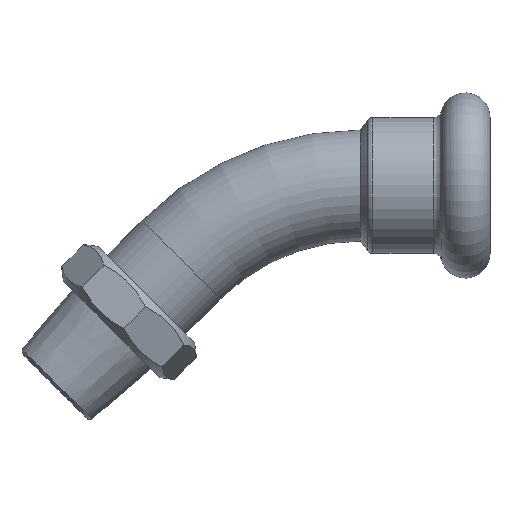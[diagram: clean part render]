
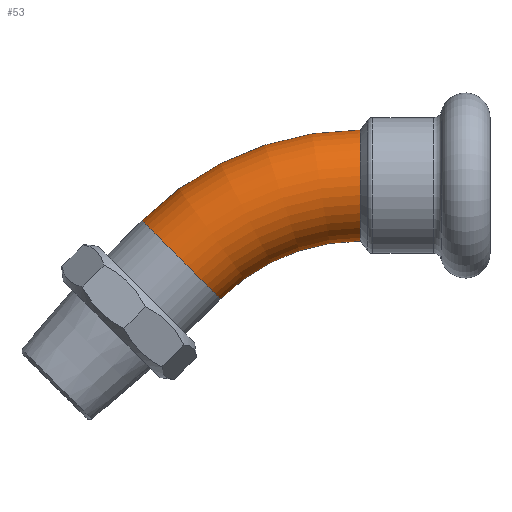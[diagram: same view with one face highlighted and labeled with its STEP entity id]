
A CAD part, top view. The second image highlights one B-rep face of the part: STEP entity #53.
In plain terms, the highlighted toroidal (fillet/blend) face has major radius 41.042 mm and minor radius 9 mm.
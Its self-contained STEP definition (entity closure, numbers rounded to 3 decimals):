
#28 = DIRECTION ( 'NONE',  ( 0., 0., -1. ) ) ;
#33 = CIRCLE ( 'NONE', #292, 9. ) ;
#53 = ADVANCED_FACE ( 'NONE', ( #416 ), #97, .T. ) ;
#83 = EDGE_CURVE ( 'NONE', #1453, #860, #1446, .T. ) ;
#97 = TOROIDAL_SURFACE ( 'NONE', #115, 41.042, 9. ) ;
#106 = DIRECTION ( 'NONE',  ( 0., 1., 0. ) ) ;
#115 = AXIS2_PLACEMENT_3D ( 'NONE', #311, #769, #577 ) ;
#157 = AXIS2_PLACEMENT_3D ( 'NONE', #764, #28, #172 ) ;
#172 = DIRECTION ( 'NONE',  ( -1., 0., 0. ) ) ;
#174 = EDGE_LOOP ( 'NONE', ( #1482, #218, #1275, #1147 ) ) ;
#218 = ORIENTED_EDGE ( 'NONE', *, *, #290, .T. ) ;
#290 = EDGE_CURVE ( 'NONE', #1453, #368, #33, .T. ) ;
#292 = AXIS2_PLACEMENT_3D ( 'NONE', #834, #490, #1458 ) ;
#311 = CARTESIAN_POINT ( 'NONE',  ( 17., -29.021, 0. ) ) ;
#368 = VERTEX_POINT ( 'NONE', #867 ) ;
#416 = FACE_OUTER_BOUND ( 'NONE', #174, .T. ) ;
#490 = DIRECTION ( 'NONE',  ( 0.707, 0.707, 0. ) ) ;
#508 = EDGE_CURVE ( 'NONE', #368, #525, #1318, .T. ) ;
#525 = VERTEX_POINT ( 'NONE', #529 ) ;
#529 = CARTESIAN_POINT ( 'NONE',  ( 17., 3.021, 0. ) ) ;
#577 = DIRECTION ( 'NONE',  ( -1., 0., 0. ) ) ;
#681 = EDGE_CURVE ( 'NONE', #860, #525, #1302, .T. ) ;
#764 = CARTESIAN_POINT ( 'NONE',  ( 17., -29.021, 0. ) ) ;
#769 = DIRECTION ( 'NONE',  ( 0., 0., -1. ) ) ;
#802 = AXIS2_PLACEMENT_3D ( 'NONE', #1163, #1294, #1511 ) ;
#822 = CARTESIAN_POINT ( 'NONE',  ( 17., 21.021, 0. ) ) ;
#834 = CARTESIAN_POINT ( 'NONE',  ( -12.021, 0., 0. ) ) ;
#860 = VERTEX_POINT ( 'NONE', #822 ) ;
#867 = CARTESIAN_POINT ( 'NONE',  ( -5.657, -6.364, 0. ) ) ;
#894 = CARTESIAN_POINT ( 'NONE',  ( 17., 12.021, 0. ) ) ;
#941 = CARTESIAN_POINT ( 'NONE',  ( -18.385, 6.364, 0. ) ) ;
#1147 = ORIENTED_EDGE ( 'NONE', *, *, #681, .F. ) ;
#1163 = CARTESIAN_POINT ( 'NONE',  ( 17., -29.021, 0. ) ) ;
#1275 = ORIENTED_EDGE ( 'NONE', *, *, #508, .T. ) ;
#1278 = AXIS2_PLACEMENT_3D ( 'NONE', #894, #1426, #106 ) ;
#1294 = DIRECTION ( 'NONE',  ( 0., 0., -1. ) ) ;
#1302 = CIRCLE ( 'NONE', #1278, 9. ) ;
#1318 = CIRCLE ( 'NONE', #157, 32.042 ) ;
#1426 = DIRECTION ( 'NONE',  ( 1., 0., 0. ) ) ;
#1446 = CIRCLE ( 'NONE', #802, 50.042 ) ;
#1453 = VERTEX_POINT ( 'NONE', #941 ) ;
#1458 = DIRECTION ( 'NONE',  ( -0.707, 0.707, 0. ) ) ;
#1482 = ORIENTED_EDGE ( 'NONE', *, *, #83, .F. ) ;
#1511 = DIRECTION ( 'NONE',  ( -1., 0., 0. ) ) ;
